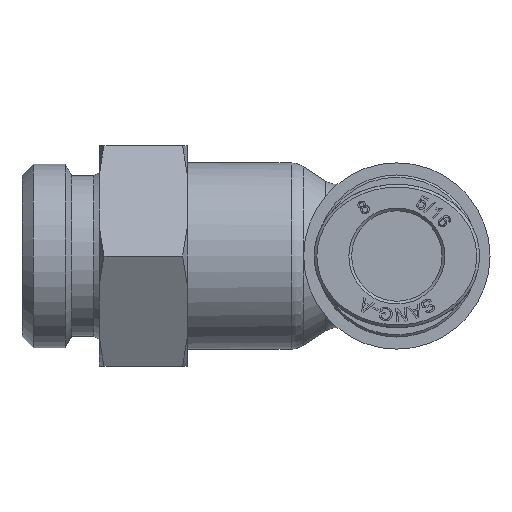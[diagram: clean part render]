
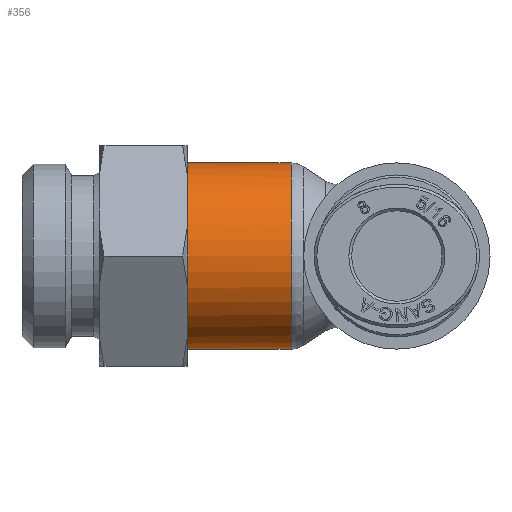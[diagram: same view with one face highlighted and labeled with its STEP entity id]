
A CAD part, left-side view. The second image highlights one B-rep face of the part: STEP entity #356.
In plain terms, the highlighted cylindrical face has radius 8.45 mm (diameter 16.9 mm), a full revolution.
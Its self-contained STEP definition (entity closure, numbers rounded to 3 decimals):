
#285=CARTESIAN_POINT('',(-8.45,9.593,0.));
#286=VERTEX_POINT('',#285);
#287=CARTESIAN_POINT('',(0.,9.593,0.0));
#288=DIRECTION('',(0.0,-1.0,0.0));
#289=DIRECTION('',(1.0,0.0,0.0));
#290=AXIS2_PLACEMENT_3D('',#287,#288,#289);
#291=CIRCLE('',#290,8.45);
#292=EDGE_CURVE('',#286,#286,#291,.T.);
#337=CARTESIAN_POINT('',(0.,14.,0.0));
#338=DIRECTION('',(0.,1.0,0.0));
#339=DIRECTION('',(-1.0,0.0,0.0));
#340=AXIS2_PLACEMENT_3D('',#337,#338,#339);
#341=CYLINDRICAL_SURFACE('',#340,8.45);
#342=CARTESIAN_POINT('',(-8.45,19.0,0.0));
#343=VERTEX_POINT('',#342);
#344=CARTESIAN_POINT('',(0.,19.,0.0));
#345=DIRECTION('',(0.0,1.0,0.0));
#346=DIRECTION('',(-1.0,0.0,0.0));
#347=AXIS2_PLACEMENT_3D('',#344,#345,#346);
#348=CIRCLE('',#347,8.45);
#349=EDGE_CURVE('',#343,#343,#348,.T.);
#350=ORIENTED_EDGE('',*,*,#349,.F.);
#351=EDGE_LOOP('',(#350));
#352=FACE_OUTER_BOUND('',#351,.T.);
#353=ORIENTED_EDGE('',*,*,#292,.F.);
#354=EDGE_LOOP('',(#353));
#355=FACE_BOUND('',#354,.T.);
#356=ADVANCED_FACE('',(#352,#355),#341,.T.);
